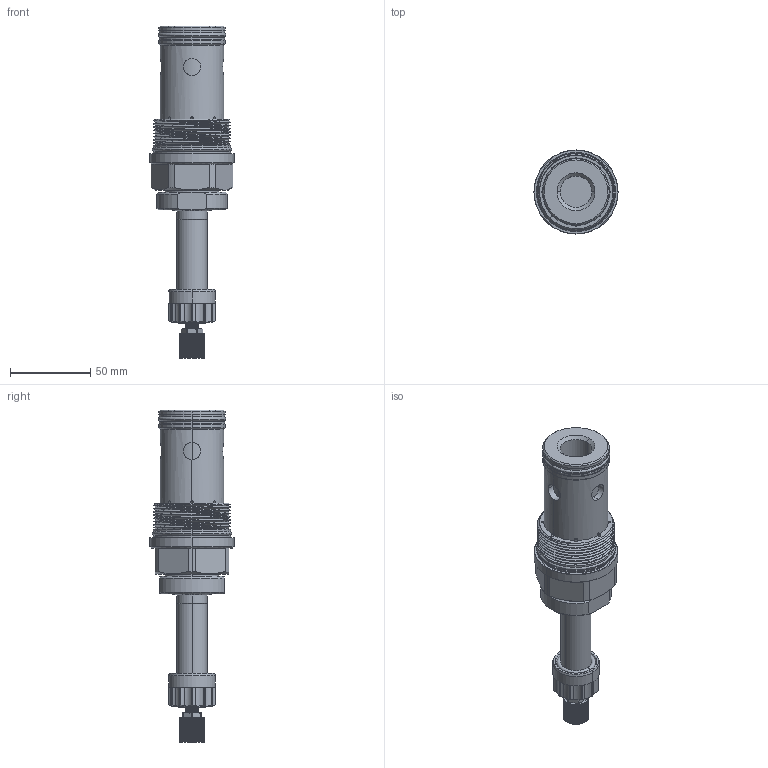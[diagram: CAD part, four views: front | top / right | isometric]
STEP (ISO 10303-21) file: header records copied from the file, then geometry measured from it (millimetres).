
FILE_DESCRIPTION (( 'STEP AP203' ), '1' );
FILE_NAME ('PEV18A2D-M.STEP', '2020-10-12T03:27:45', ( '' ), ( '' ), 'SwSTEP 2.0', 'SolidWorks 2018', '' );
FILE_SCHEMA (( 'CONFIG_CONTROL_DESIGN' ));
Length unit declared in the file: millimetre
Products named in the file (1): PEV18A2D-M
Bounding box: 52.37 x 52.37 x 206.75 mm (x, y, z)
Volume: 193552.9 mm3; surface area: 37367.3 mm2
Topology: 6 solids, 6 shells, 604 faces, 1649 edges, 1080 vertices
Faces by surface type: plane 255, cylinder 240, cone 45, bspline 44, torus 20
Entity records: 42874 total; most frequent: CARTESIAN_POINT 28626, ORIENTED_EDGE 3298, DIRECTION 2586, EDGE_CURVE 1649, VERTEX_POINT 1080, AXIS2_PLACEMENT_3D 987, EDGE_LOOP 637, VECTOR 612
